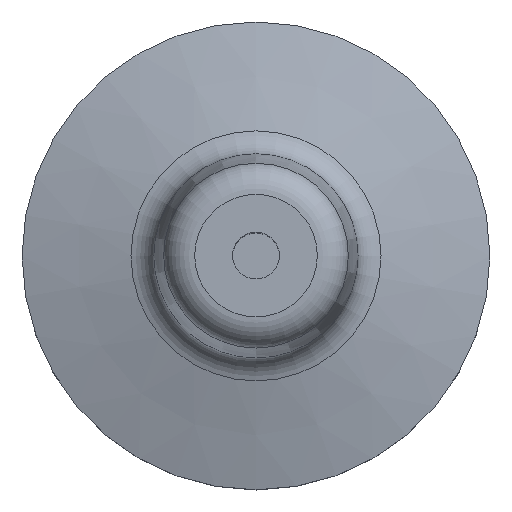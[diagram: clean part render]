
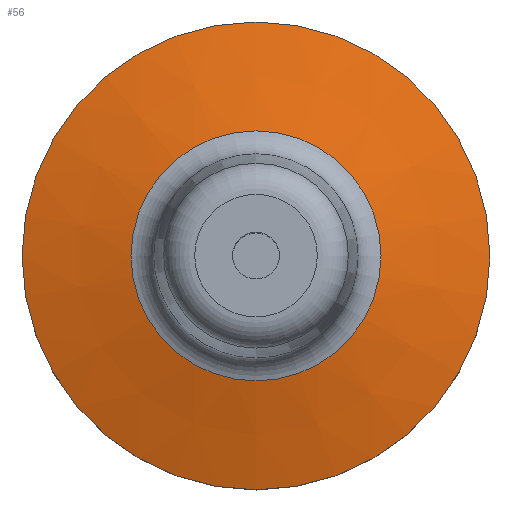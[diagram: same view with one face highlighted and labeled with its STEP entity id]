
A CAD part, top view. The second image highlights one B-rep face of the part: STEP entity #56.
In plain terms, the highlighted conical face has half-angle 75 degrees and reference radius 6.675 mm.
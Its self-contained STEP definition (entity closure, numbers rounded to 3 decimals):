
#52=CONICAL_SURFACE('',#218,6.675,75.);
#56=ADVANCED_FACE('',(#80,#81),#52,.T.);
#80=FACE_BOUND('',#108,.T.);
#81=FACE_BOUND('',#109,.T.);
#108=EDGE_LOOP('',(#138));
#109=EDGE_LOOP('',(#139));
#138=ORIENTED_EDGE('',*,*,#183,.T.);
#139=ORIENTED_EDGE('',*,*,#184,.F.);
#168=VERTEX_POINT('',#317);
#169=VERTEX_POINT('',#319);
#183=EDGE_CURVE('',#168,#168,#198,.T.);
#184=EDGE_CURVE('',#169,#169,#199,.T.);
#198=CIRCLE('',#216,8.017);
#199=CIRCLE('',#217,15.);
#216=AXIS2_PLACEMENT_3D('',#316,#255,#256);
#217=AXIS2_PLACEMENT_3D('',#318,#257,#258);
#218=AXIS2_PLACEMENT_3D('',#320,#259,#260);
#255=DIRECTION('',(0.,0.,-1.));
#256=DIRECTION('',(0.,1.,0.));
#257=DIRECTION('',(0.,0.,-1.));
#258=DIRECTION('',(0.,1.,0.));
#259=DIRECTION('',(0.,0.,-1.));
#260=DIRECTION('',(0.,1.,0.));
#316=CARTESIAN_POINT('',(0.,0.,6.87));
#317=CARTESIAN_POINT('',(0.,8.017,6.87));
#318=CARTESIAN_POINT('',(0.,0.,4.999));
#319=CARTESIAN_POINT('',(0.,15.,4.999));
#320=CARTESIAN_POINT('',(0.,0.,7.23));
